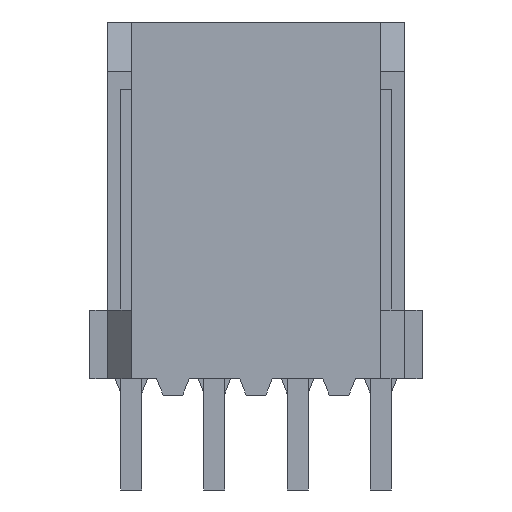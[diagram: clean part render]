
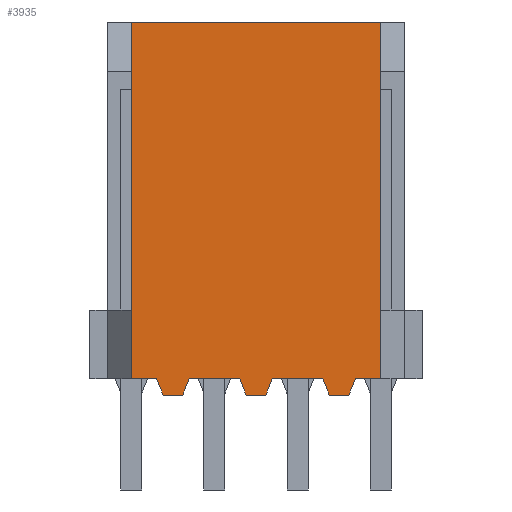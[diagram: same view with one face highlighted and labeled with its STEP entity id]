
A CAD part, front view. The second image highlights one B-rep face of the part: STEP entity #3935.
In plain terms, the highlighted planar face has unit normal (0, -1, 0).
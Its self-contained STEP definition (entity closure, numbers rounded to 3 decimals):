
#782=DIRECTION('',(1.,0.,0.));
#783=VECTOR('',#782,1.54);
#784=CARTESIAN_POINT('',(-2.04,-2.5,-10.9));
#785=LINE('',#784,#783);
#794=DIRECTION('',(1.,0.,0.));
#795=VECTOR('',#794,1.54);
#796=CARTESIAN_POINT('',(0.5,-2.5,-10.9));
#797=LINE('',#796,#795);
#1078=DIRECTION('',(0.371,0.,-0.928));
#1079=VECTOR('',#1078,0.539);
#1080=CARTESIAN_POINT('',(2.04,-2.5,-10.9));
#1081=LINE('',#1080,#1079);
#1082=DIRECTION('',(0.371,0.,0.928));
#1083=VECTOR('',#1082,0.539);
#1084=CARTESIAN_POINT('',(0.3,-2.5,-11.4));
#1085=LINE('',#1084,#1083);
#1086=DIRECTION('',(0.371,0.,-0.928));
#1087=VECTOR('',#1086,0.539);
#1088=CARTESIAN_POINT('',(-0.5,-2.5,-10.9));
#1089=LINE('',#1088,#1087);
#1090=DIRECTION('',(0.371,0.,0.928));
#1091=VECTOR('',#1090,0.539);
#1092=CARTESIAN_POINT('',(-2.24,-2.5,-11.4));
#1093=LINE('',#1092,#1091);
#1094=DIRECTION('',(0.371,0.,-0.928));
#1095=VECTOR('',#1094,0.539);
#1096=CARTESIAN_POINT('',(-3.04,-2.5,-10.9));
#1097=LINE('',#1096,#1095);
#1098=DIRECTION('',(1.,0.,0.));
#1099=VECTOR('',#1098,0.77);
#1100=CARTESIAN_POINT('',(-3.81,-2.5,-10.9));
#1101=LINE('',#1100,#1099);
#1102=DIRECTION('',(1.,0.,0.));
#1103=VECTOR('',#1102,0.77);
#1104=CARTESIAN_POINT('',(3.04,-2.5,-10.9));
#1105=LINE('',#1104,#1103);
#1106=DIRECTION('',(0.371,0.,0.928));
#1107=VECTOR('',#1106,0.539);
#1108=CARTESIAN_POINT('',(2.84,-2.5,-11.4));
#1109=LINE('',#1108,#1107);
#1110=DIRECTION('',(-1.,0.,0.));
#1111=VECTOR('',#1110,0.6);
#1112=CARTESIAN_POINT('',(-2.24,-2.5,-11.4));
#1113=LINE('',#1112,#1111);
#1126=DIRECTION('',(-1.,0.,0.));
#1127=VECTOR('',#1126,0.6);
#1128=CARTESIAN_POINT('',(0.3,-2.5,-11.4));
#1129=LINE('',#1128,#1127);
#1142=DIRECTION('',(-1.,0.,0.));
#1143=VECTOR('',#1142,0.6);
#1144=CARTESIAN_POINT('',(2.84,-2.5,-11.4));
#1145=LINE('',#1144,#1143);
#1174=DIRECTION('',(0.,0.,-1.));
#1175=VECTOR('',#1174,10.9);
#1176=CARTESIAN_POINT('',(-3.81,-2.5,0.));
#1177=LINE('',#1176,#1175);
#1242=DIRECTION('',(0.,0.,1.));
#1243=VECTOR('',#1242,10.9);
#1244=CARTESIAN_POINT('',(3.81,-2.5,-10.9));
#1245=LINE('',#1244,#1243);
#1254=DIRECTION('',(-1.,0.,0.));
#1255=VECTOR('',#1254,7.62);
#1256=CARTESIAN_POINT('',(3.81,-2.5,0.));
#1257=LINE('',#1256,#1255);
#2104=CARTESIAN_POINT('',(3.81,-2.5,0.));
#2106=VERTEX_POINT('',#2104);
#2108=CARTESIAN_POINT('',(-3.81,-2.5,0.));
#2110=VERTEX_POINT('',#2108);
#2684=CARTESIAN_POINT('',(-3.81,-2.5,-10.9));
#2685=CARTESIAN_POINT('',(-3.04,-2.5,-10.9));
#2686=VERTEX_POINT('',#2684);
#2687=VERTEX_POINT('',#2685);
#2688=CARTESIAN_POINT('',(-2.84,-2.5,-11.4));
#2689=VERTEX_POINT('',#2688);
#2696=CARTESIAN_POINT('',(-0.5,-2.5,-10.9));
#2697=CARTESIAN_POINT('',(-0.3,-2.5,-11.4));
#2698=VERTEX_POINT('',#2696);
#2699=VERTEX_POINT('',#2697);
#2704=CARTESIAN_POINT('',(-2.24,-2.5,-11.4));
#2705=VERTEX_POINT('',#2704);
#2706=CARTESIAN_POINT('',(2.04,-2.5,-10.9));
#2707=CARTESIAN_POINT('',(2.24,-2.5,-11.4));
#2708=VERTEX_POINT('',#2706);
#2709=VERTEX_POINT('',#2707);
#2714=CARTESIAN_POINT('',(0.3,-2.5,-11.4));
#2715=VERTEX_POINT('',#2714);
#2716=CARTESIAN_POINT('',(2.84,-2.5,-11.4));
#2717=VERTEX_POINT('',#2716);
#2718=CARTESIAN_POINT('',(-2.04,-2.5,-10.9));
#2719=VERTEX_POINT('',#2718);
#2724=CARTESIAN_POINT('',(0.5,-2.5,-10.9));
#2725=VERTEX_POINT('',#2724);
#2730=CARTESIAN_POINT('',(3.04,-2.5,-10.9));
#2731=VERTEX_POINT('',#2730);
#2732=CARTESIAN_POINT('',(3.81,-2.5,-10.9));
#2733=VERTEX_POINT('',#2732);
#3901=CARTESIAN_POINT('',(5.08,-2.5,-10.9));
#3902=DIRECTION('',(0.,-1.,0.));
#3903=DIRECTION('',(0.,0.,1.));
#3904=AXIS2_PLACEMENT_3D('',#3901,#3902,#3903);
#3905=PLANE('',#3904);
#3907=ORIENTED_EDGE('',*,*,#3906,.T.);
#3909=ORIENTED_EDGE('',*,*,#3908,.F.);
#3910=ORIENTED_EDGE('',*,*,#3251,.F.);
#3912=ORIENTED_EDGE('',*,*,#3911,.F.);
#3914=ORIENTED_EDGE('',*,*,#3913,.T.);
#3916=ORIENTED_EDGE('',*,*,#3915,.F.);
#3917=ORIENTED_EDGE('',*,*,#3243,.F.);
#3918=ORIENTED_EDGE('',*,*,#3892,.F.);
#3920=ORIENTED_EDGE('',*,*,#3919,.T.);
#3922=ORIENTED_EDGE('',*,*,#3921,.F.);
#3923=ORIENTED_EDGE('',*,*,#3235,.F.);
#3925=ORIENTED_EDGE('',*,*,#3924,.F.);
#3927=ORIENTED_EDGE('',*,*,#3926,.F.);
#3929=ORIENTED_EDGE('',*,*,#3928,.F.);
#3930=ORIENTED_EDGE('',*,*,#3179,.F.);
#3932=ORIENTED_EDGE('',*,*,#3931,.F.);
#3933=EDGE_LOOP('',(#3907,#3909,#3910,#3912,#3914,#3916,#3917,#3918,#3920,#3922,
#3923,#3925,#3927,#3929,#3930,#3932));
#3934=FACE_OUTER_BOUND('',#3933,.F.);
#3935=ADVANCED_FACE('',(#3934),#3905,.T.);
#3179=EDGE_CURVE('',#2731,#2733,#1105,.T.);
#3235=EDGE_CURVE('',#2686,#2687,#1101,.T.);
#3243=EDGE_CURVE('',#2719,#2698,#785,.T.);
#3251=EDGE_CURVE('',#2725,#2708,#797,.T.);
#3892=EDGE_CURVE('',#2705,#2719,#1093,.T.);
#3906=EDGE_CURVE('',#2717,#2709,#1145,.T.);
#3908=EDGE_CURVE('',#2708,#2709,#1081,.T.);
#3911=EDGE_CURVE('',#2715,#2725,#1085,.T.);
#3913=EDGE_CURVE('',#2715,#2699,#1129,.T.);
#3915=EDGE_CURVE('',#2698,#2699,#1089,.T.);
#3919=EDGE_CURVE('',#2705,#2689,#1113,.T.);
#3921=EDGE_CURVE('',#2687,#2689,#1097,.T.);
#3924=EDGE_CURVE('',#2110,#2686,#1177,.T.);
#3926=EDGE_CURVE('',#2106,#2110,#1257,.T.);
#3928=EDGE_CURVE('',#2733,#2106,#1245,.T.);
#3931=EDGE_CURVE('',#2717,#2731,#1109,.T.);
